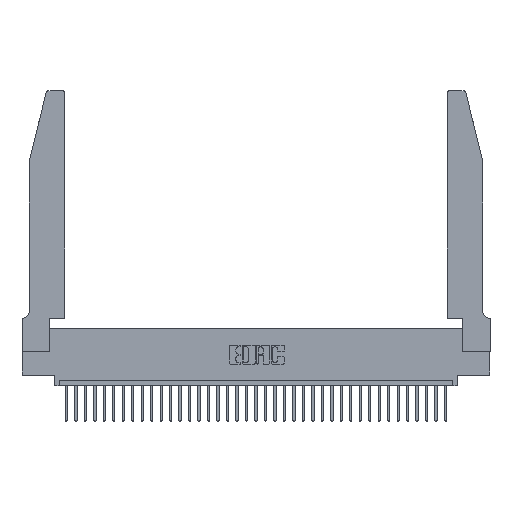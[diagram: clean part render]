
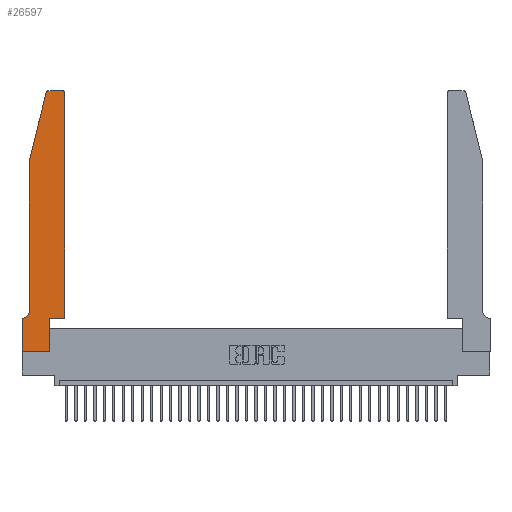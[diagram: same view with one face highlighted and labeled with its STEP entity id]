
A CAD part, top view. The second image highlights one B-rep face of the part: STEP entity #26597.
In plain terms, the highlighted planar face has unit normal (0, 0, 1).
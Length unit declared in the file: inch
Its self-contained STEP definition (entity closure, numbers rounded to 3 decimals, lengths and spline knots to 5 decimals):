
#533 = DIRECTION ( 'NONE',  ( 0., 1., 0. ) ) ;
#1638 = VECTOR ( 'NONE', #17818, 39.37008 ) ;
#1766 = EDGE_CURVE ( 'NONE', #6175, #32033, #29578, .T. ) ;
#1883 = LINE ( 'NONE', #28647, #27398 ) ;
#2138 = CARTESIAN_POINT ( 'NONE',  ( 0.0755, 0.42, 0.37 ) ) ;
#2307 = EDGE_CURVE ( 'NONE', #23237, #31861, #1883, .T. ) ;
#2795 = DIRECTION ( 'NONE',  ( 0., 0., -1. ) ) ;
#2821 = ORIENTED_EDGE ( 'NONE', *, *, #17379, .T. ) ;
#3152 = VERTEX_POINT ( 'NONE', #9937 ) ;
#3217 = EDGE_CURVE ( 'NONE', #32033, #24666, #27370, .T. ) ;
#3495 = DIRECTION ( 'NONE',  ( 0., 0., 1. ) ) ;
#3769 = CARTESIAN_POINT ( 'NONE',  ( 0., 0., 0.37 ) ) ;
#3797 = VECTOR ( 'NONE', #9835, 39.37008 ) ;
#4056 = VECTOR ( 'NONE', #29478, 39.37008 ) ;
#4450 = DIRECTION ( 'NONE',  ( 1., 0., 0. ) ) ;
#4666 = EDGE_CURVE ( 'NONE', #24666, #23809, #30747, .T. ) ;
#4789 = CARTESIAN_POINT ( 'NONE',  ( 0.0055, 0.35, 0.37 ) ) ;
#4843 = ORIENTED_EDGE ( 'NONE', *, *, #15134, .T. ) ;
#5224 = CARTESIAN_POINT ( 'NONE',  ( 0.4505, 0.35, 0.37 ) ) ;
#5544 = LINE ( 'NONE', #15143, #3797 ) ;
#5614 = CARTESIAN_POINT ( 'NONE',  ( 0.4505, 2.72, 0.37 ) ) ;
#5738 = CARTESIAN_POINT ( 'NONE',  ( 0.0755, 2., 0.37 ) ) ;
#5791 = CARTESIAN_POINT ( 'NONE',  ( 0.2865, 0.35, 0.37 ) ) ;
#6175 = VERTEX_POINT ( 'NONE', #34013 ) ;
#6559 = CARTESIAN_POINT ( 'NONE',  ( 0.284, 2.75, 0.37 ) ) ;
#6665 = DIRECTION ( 'NONE',  ( 0., 0., 1. ) ) ;
#6766 = DIRECTION ( 'NONE',  ( 0., -1., 0. ) ) ;
#7027 = CARTESIAN_POINT ( 'NONE',  ( 0.284, 2.72, 0.37 ) ) ;
#7384 = ORIENTED_EDGE ( 'NONE', *, *, #2307, .T. ) ;
#7600 = PLANE ( 'NONE',  #26644 ) ;
#7878 = CARTESIAN_POINT ( 'NONE',  ( 0.25487, 2.72718, 0.37 ) ) ;
#8069 = EDGE_CURVE ( 'NONE', #22101, #6175, #5544, .T. ) ;
#8148 = VERTEX_POINT ( 'NONE', #7878 ) ;
#8882 = CARTESIAN_POINT ( 'NONE',  ( 0.2865, 0.35, 0.37 ) ) ;
#9328 = LINE ( 'NONE', #14128, #20088 ) ;
#9713 = VECTOR ( 'NONE', #533, 39.37008 ) ;
#9796 = CARTESIAN_POINT ( 'NONE',  ( 0.0755, 2., 0.37 ) ) ;
#9835 = DIRECTION ( 'NONE',  ( 1., 0., 0. ) ) ;
#9937 = CARTESIAN_POINT ( 'NONE',  ( 0.4205, 2.75, 0.37 ) ) ;
#10295 = LINE ( 'NONE', #34416, #1638 ) ;
#10553 = EDGE_CURVE ( 'NONE', #3152, #20329, #9328, .T. ) ;
#10589 = CIRCLE ( 'NONE', #11923, 0.03 ) ;
#10948 = CIRCLE ( 'NONE', #11868, 0.03 ) ;
#11686 = EDGE_CURVE ( 'NONE', #23809, #3152, #10948, .T. ) ;
#11868 = AXIS2_PLACEMENT_3D ( 'NONE', #28760, #6665, #31416 ) ;
#11923 = AXIS2_PLACEMENT_3D ( 'NONE', #7027, #3495, #25603 ) ;
#13074 = ORIENTED_EDGE ( 'NONE', *, *, #4666, .T. ) ;
#13744 = ORIENTED_EDGE ( 'NONE', *, *, #3217, .T. ) ;
#14128 = CARTESIAN_POINT ( 'NONE',  ( 0.2605, 2.75, 0.37 ) ) ;
#14415 = FACE_OUTER_BOUND ( 'NONE', #33300, .T. ) ;
#14486 = CARTESIAN_POINT ( 'NONE',  ( 0., 0.35, 0.37 ) ) ;
#15134 = EDGE_CURVE ( 'NONE', #32103, #25635, #16533, .T. ) ;
#15143 = CARTESIAN_POINT ( 'NONE',  ( 0., 0., 0.37 ) ) ;
#15484 = CARTESIAN_POINT ( 'NONE',  ( 0.4505, 0.35, 0.37 ) ) ;
#15928 = ORIENTED_EDGE ( 'NONE', *, *, #25456, .T. ) ;
#16533 = LINE ( 'NONE', #9796, #32920 ) ;
#17379 = EDGE_CURVE ( 'NONE', #8148, #32103, #10295, .T. ) ;
#17818 = DIRECTION ( 'NONE',  ( -0.239, -0.971, 0. ) ) ;
#18203 = DIRECTION ( 'NONE',  ( 0., 0., 1. ) ) ;
#18400 = CARTESIAN_POINT ( 'NONE',  ( 0., 0., 0.37 ) ) ;
#19092 = ORIENTED_EDGE ( 'NONE', *, *, #29253, .T. ) ;
#20088 = VECTOR ( 'NONE', #30792, 39.37008 ) ;
#20245 = ORIENTED_EDGE ( 'NONE', *, *, #1766, .T. ) ;
#20329 = VERTEX_POINT ( 'NONE', #6559 ) ;
#21000 = CARTESIAN_POINT ( 'NONE',  ( 0., 0.35, 0.37 ) ) ;
#21216 = LINE ( 'NONE', #18400, #21660 ) ;
#21660 = VECTOR ( 'NONE', #35133, 39.37008 ) ;
#21827 = EDGE_CURVE ( 'NONE', #25635, #23237, #30686, .T. ) ;
#22101 = VERTEX_POINT ( 'NONE', #3769 ) ;
#23105 = ORIENTED_EDGE ( 'NONE', *, *, #21827, .T. ) ;
#23237 = VERTEX_POINT ( 'NONE', #4789 ) ;
#23809 = VERTEX_POINT ( 'NONE', #5614 ) ;
#23885 = ORIENTED_EDGE ( 'NONE', *, *, #10553, .T. ) ;
#24666 = VERTEX_POINT ( 'NONE', #30978 ) ;
#24787 = DIRECTION ( 'NONE',  ( -1., 0., 0. ) ) ;
#25456 = EDGE_CURVE ( 'NONE', #20329, #8148, #10589, .T. ) ;
#25603 = DIRECTION ( 'NONE',  ( 1., 0., 0. ) ) ;
#25635 = VERTEX_POINT ( 'NONE', #2138 ) ;
#26597 = ADVANCED_FACE ( 'NONE', ( #14415 ), #7600, .T. ) ;
#26644 = AXIS2_PLACEMENT_3D ( 'NONE', #21000, #18203, #4450 ) ;
#26750 = ORIENTED_EDGE ( 'NONE', *, *, #11686, .T. ) ;
#26909 = ORIENTED_EDGE ( 'NONE', *, *, #8069, .T. ) ;
#27313 = DIRECTION ( 'NONE',  ( 0., 1., 0. ) ) ;
#27370 = LINE ( 'NONE', #15484, #4056 ) ;
#27398 = VECTOR ( 'NONE', #34229, 39.37008 ) ;
#28647 = CARTESIAN_POINT ( 'NONE',  ( 0.0755, 0.35, 0.37 ) ) ;
#28760 = CARTESIAN_POINT ( 'NONE',  ( 0.4205, 2.72, 0.37 ) ) ;
#29253 = EDGE_CURVE ( 'NONE', #31861, #22101, #21216, .T. ) ;
#29478 = DIRECTION ( 'NONE',  ( 1., 0., 0. ) ) ;
#29578 = LINE ( 'NONE', #5791, #9713 ) ;
#30686 = CIRCLE ( 'NONE', #33623, 0.07 ) ;
#30747 = LINE ( 'NONE', #5224, #31627 ) ;
#30792 = DIRECTION ( 'NONE',  ( -1., 0., 0. ) ) ;
#30978 = CARTESIAN_POINT ( 'NONE',  ( 0.4505, 0.35, 0.37 ) ) ;
#31416 = DIRECTION ( 'NONE',  ( 1., 0., 0. ) ) ;
#31627 = VECTOR ( 'NONE', #27313, 39.37008 ) ;
#31861 = VERTEX_POINT ( 'NONE', #14486 ) ;
#32033 = VERTEX_POINT ( 'NONE', #8882 ) ;
#32103 = VERTEX_POINT ( 'NONE', #5738 ) ;
#32785 = CARTESIAN_POINT ( 'NONE',  ( 0.0055, 0.42, 0.37 ) ) ;
#32920 = VECTOR ( 'NONE', #6766, 39.37008 ) ;
#33300 = EDGE_LOOP ( 'NONE', ( #23885, #15928, #2821, #4843, #23105, #7384, #19092, #26909, #20245, #13744, #13074, #26750 ) ) ;
#33623 = AXIS2_PLACEMENT_3D ( 'NONE', #32785, #2795, #24787 ) ;
#34013 = CARTESIAN_POINT ( 'NONE',  ( 0.2865, 0., 0.37 ) ) ;
#34229 = DIRECTION ( 'NONE',  ( -1., 0., 0. ) ) ;
#34416 = CARTESIAN_POINT ( 'NONE',  ( 0.0755, 2., 0.37 ) ) ;
#35133 = DIRECTION ( 'NONE',  ( 0., -1., 0. ) ) ;
